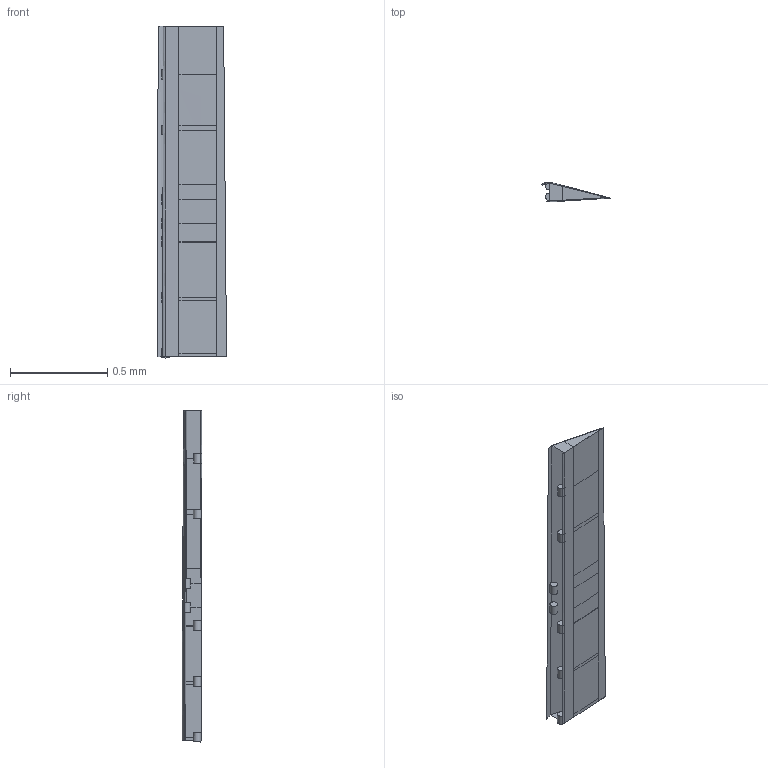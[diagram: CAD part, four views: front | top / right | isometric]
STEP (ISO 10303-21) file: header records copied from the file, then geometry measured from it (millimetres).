
FILE_DESCRIPTION(('Open CASCADE Model'),'2;1');
FILE_NAME('Open CASCADE Shape Model','2017-05-02T15:33:26',('Author'),( 'Open CASCADE'),'Open CASCADE STEP processor 6.5','Open CASCADE 6.5' ,'Unknown');
FILE_SCHEMA(('AUTOMOTIVE_DESIGN_CC2 { 1 2 10303 214 -1 1 5 4 }'));
Length unit declared in the file: millimetre
Products named in the file (25): skins_rudder; faces; actuator_hinge_line; hingerib_line; actuator_hinges; hinges
Bounding box: 0.36 x 0.1 x 1.71 mm (x, y, z)
Volume: 0 mm3; surface area: 1.5 mm2
Topology: 7 solids, 23 shells, 44 faces, 106 edges, 94 vertices
Faces by surface type: plane 29, bspline 8, cylinder 7
Full cylindrical faces by diameter (mm): 0.04 x7
Entity records: 12886 total; most frequent: CARTESIAN_POINT 10898, DIRECTION 189, B_SPLINE_CURVE_WITH_KNOTS 137, ORIENTED_EDGE 132, PCURVE 132, DEFINITIONAL_REPRESENTATION 132, EDGE_CURVE 104, SURFACE_CURVE 97
